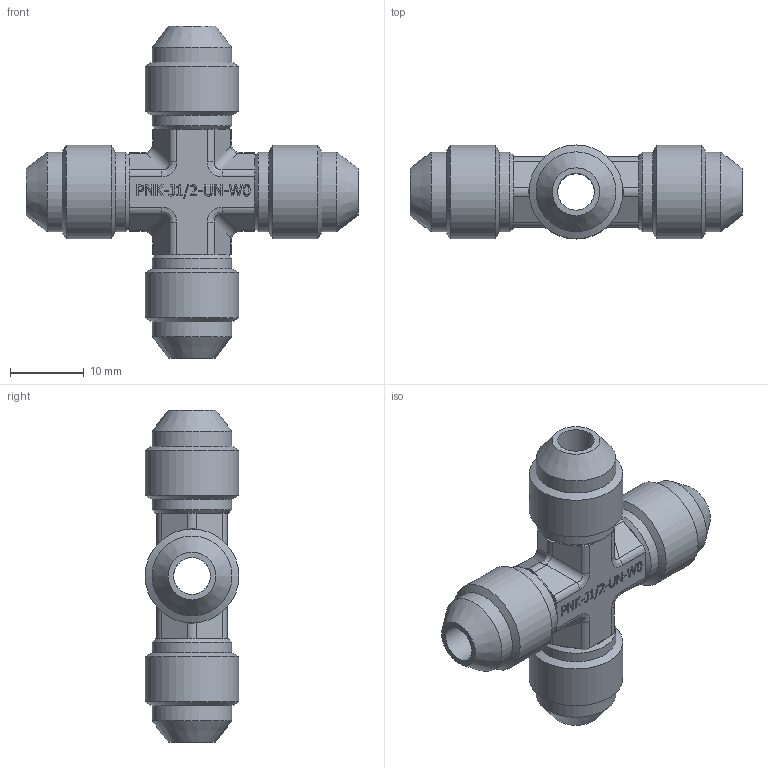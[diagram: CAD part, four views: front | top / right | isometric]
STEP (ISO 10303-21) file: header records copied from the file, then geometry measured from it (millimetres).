
FILE_DESCRIPTION(/* description */ (''),/* implementation_level */ '2;1');
FILE_NAME(/* name */ 'PNK-J1-2-UN-W0.stp',/* time_stamp */ '2025-02-11T09:54:21-03:00',/* author */ ('Jefferson'),/* organization */ (''),/* preprocessor_version */ 'ST-DEVELOPER v19',/* originating_system */ 'Autodesk Inventor 2023',/* authorisation */ '');
FILE_SCHEMA (('AUTOMOTIVE_DESIGN { 1 0 10303 214 3 1 1 }'));
Length unit declared in the file: millimetre
Products named in the file (1): PNK-J1-2-W0
Bounding box: 45 x 12.7 x 45 mm (x, y, z)
Volume: 6000.5 mm3; surface area: 4315.5 mm2
Topology: 1 solids, 1 shells, 305 faces, 760 edges, 471 vertices
Faces by surface type: plane 184, bspline 57, cylinder 48, cone 16
Full cylindrical faces by diameter (mm): 5 x4, 10.82 x8, 12.7 x4
Entity records: 9538 total; most frequent: CARTESIAN_POINT 2470, ORIENTED_EDGE 1520, DIRECTION 1331, EDGE_CURVE 760, LINE 507, VECTOR 507, VERTEX_POINT 471, AXIS2_PLACEMENT_3D 412
